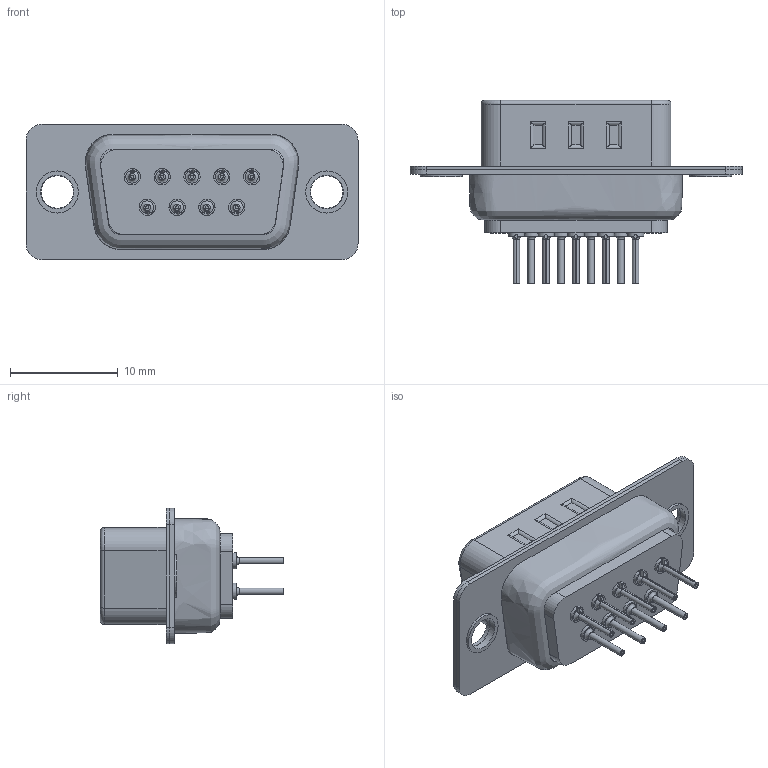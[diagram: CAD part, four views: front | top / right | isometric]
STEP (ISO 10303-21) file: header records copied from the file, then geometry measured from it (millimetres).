
FILE_DESCRIPTION(/* description */ ('Unknown'),/* implementation_level */ '2;1');
FILE_NAME(/* name */ '61800925023',/* time_stamp */ '2021-12-02T11:19:27+01:00',/* author */ ('Unknown'),/* organization */ ('Unknown'),/* preprocessor_version */ 'ST-DEVELOPER v16.7',/* originating_system */ 'Solid Edge',/* authorisation */ 'Unknown');
FILE_SCHEMA (('AUTOMOTIVE_DESIGN {1 0 10303 214 3 1 1}'));
Length unit declared in the file: millimetre
Products named in the file (6): 6180xx25023; 61800929221_INTER_ARRIERE; 61800929221_INTER_FACADE; 61800929221_ARRIERE; 61800929221_FACADE; 6180xx25023_Pin
Assembly tree (13 placements, depth 2):
  6180xx25023
    61800929221_INTER_ARRIERE
    61800929221_INTER_FACADE
    61800929221_ARRIERE
    61800929221_FACADE
    6180xx25023_Pin  x9
Bounding box: 30.8 x 17 x 12.55 mm (x, y, z)
Volume: 1234.3 mm3; surface area: 4050.2 mm2
Topology: 13 solids, 13 shells, 642 faces, 1726 edges, 1124 vertices
Faces by surface type: plane 365, cylinder 220, cone 18, torus 17, bspline 13, sphere 9
Full cylindrical faces by diameter (mm): 1 x9, 1.5 x9, 3 x2, 3.1 x2, 3.9 x2
Entity records: 16678 total; most frequent: CARTESIAN_POINT 9689, DIRECTION 1479, ORIENTED_EDGE 1334, EDGE_CURVE 667, AXIS2_PLACEMENT_3D 557, VERTEX_POINT 453, EDGE_LOOP 372, FACE_BOUND 372
